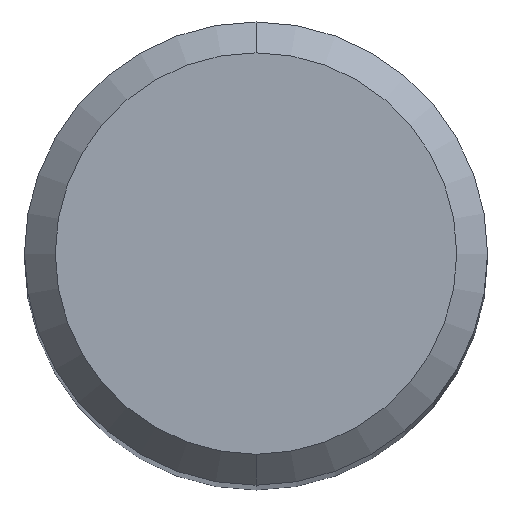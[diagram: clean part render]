
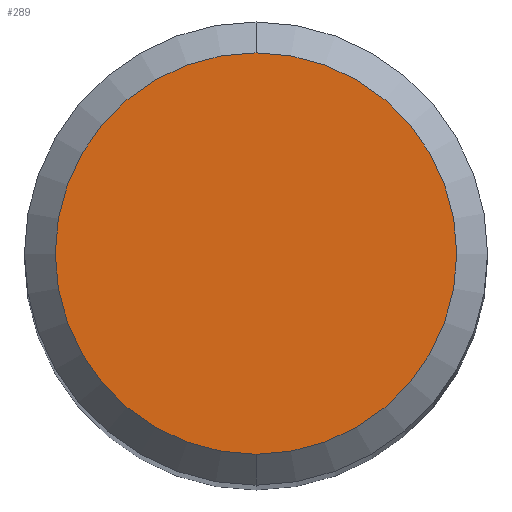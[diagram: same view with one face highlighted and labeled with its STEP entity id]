
A CAD part, top view. The second image highlights one B-rep face of the part: STEP entity #289.
In plain terms, the highlighted planar face has unit normal (0, 0, 1).
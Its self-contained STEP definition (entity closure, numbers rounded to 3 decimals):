
#289=ADVANCED_FACE('',(#591),#592,.T.);
#307=VERTEX_POINT('',#612);
#315=EDGE_CURVE('',#307,#385,#620,.T.);
#327=EDGE_CURVE('',#385,#307,#633,.T.);
#385=VERTEX_POINT('',#702);
#591=FACE_OUTER_BOUND('',#981,.T.);
#592=PLANE('',#982);
#612=CARTESIAN_POINT('',(0.0,2.6,0.0));
#620=CIRCLE('',#1053,2.6);
#633=CIRCLE('',#1069,2.6);
#702=CARTESIAN_POINT('',(0.,-2.6,0.0));
#981=EDGE_LOOP('',(#1526,#1527));
#982=AXIS2_PLACEMENT_3D('',#1528,#1529,#1530);
#1053=AXIS2_PLACEMENT_3D('',#1559,#1560,#1561);
#1069=AXIS2_PLACEMENT_3D('',#1576,#1577,#1578);
#1526=ORIENTED_EDGE('',*,*,#315,.F.);
#1527=ORIENTED_EDGE('',*,*,#327,.F.);
#1528=CARTESIAN_POINT('',(0.0,1.3,0.0));
#1529=DIRECTION('',(-0.0,0.0,1.0));
#1530=DIRECTION('',(0.0,-1.0,0.0));
#1559=CARTESIAN_POINT('',(0.0,0.0,0.0));
#1560=DIRECTION('',(0.0,0.0,-1.0));
#1561=DIRECTION('',(0.0,1.0,0.0));
#1576=CARTESIAN_POINT('',(0.0,0.0,0.0));
#1577=DIRECTION('',(0.0,0.0,-1.0));
#1578=DIRECTION('',(0.0,1.0,0.0));
